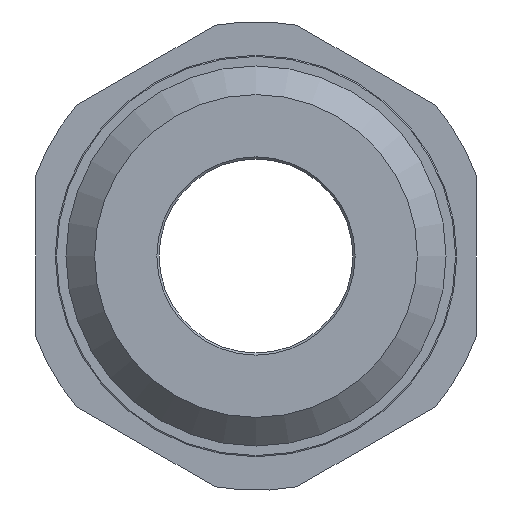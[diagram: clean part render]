
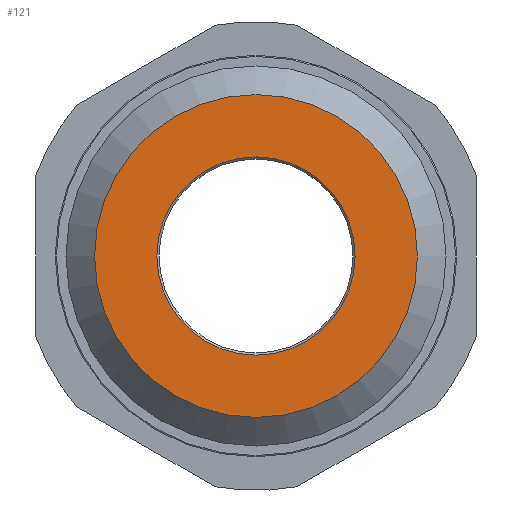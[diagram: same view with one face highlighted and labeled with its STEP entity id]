
A CAD part, left-side view. The second image highlights one B-rep face of the part: STEP entity #121.
In plain terms, the highlighted planar face has unit normal (-1, 0, 0).
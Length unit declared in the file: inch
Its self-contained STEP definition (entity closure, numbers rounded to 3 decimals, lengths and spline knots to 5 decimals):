
#90=CARTESIAN_POINT('',(-9.58,0.45,0.));
#91=VERTEX_POINT('',#90);
#92=CARTESIAN_POINT('',(-9.58,0.,0.0));
#93=DIRECTION('',(-1.0,0.0,0.0));
#94=DIRECTION('',(0.0,-1.0,0.0));
#95=AXIS2_PLACEMENT_3D('',#92,#93,#94);
#96=CIRCLE('',#95,0.45);
#97=EDGE_CURVE('',#91,#91,#96,.T.);
#102=CARTESIAN_POINT('',(-9.58,0.65125,0.0));
#103=DIRECTION('',(-1.0,0.0,0.0));
#104=DIRECTION('',(0.0,0.0,1.0));
#105=AXIS2_PLACEMENT_3D('',#102,#103,#104);
#106=PLANE('',#105);
#107=CARTESIAN_POINT('',(-9.58,0.7325,0.));
#108=VERTEX_POINT('',#107);
#109=CARTESIAN_POINT('',(-9.58,0.,0.0));
#110=DIRECTION('',(1.0,0.0,0.0));
#111=DIRECTION('',(0.0,-1.0,0.0));
#112=AXIS2_PLACEMENT_3D('',#109,#110,#111);
#113=CIRCLE('',#112,0.7325);
#114=EDGE_CURVE('',#108,#108,#113,.T.);
#115=ORIENTED_EDGE('',*,*,#114,.F.);
#116=EDGE_LOOP('',(#115));
#117=FACE_OUTER_BOUND('',#116,.T.);
#118=ORIENTED_EDGE('',*,*,#97,.F.);
#119=EDGE_LOOP('',(#118));
#120=FACE_BOUND('',#119,.T.);
#121=ADVANCED_FACE('',(#117,#120),#106,.T.);
